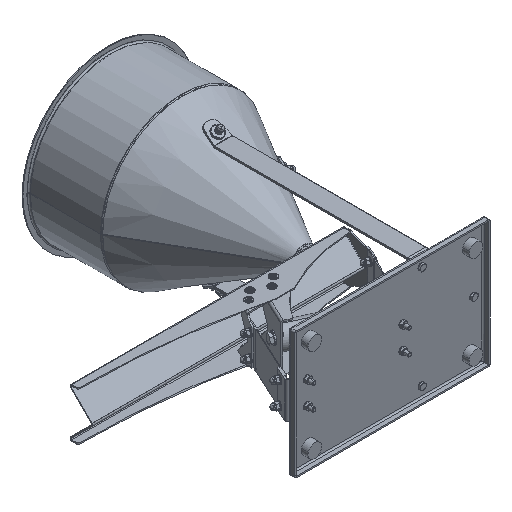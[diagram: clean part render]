
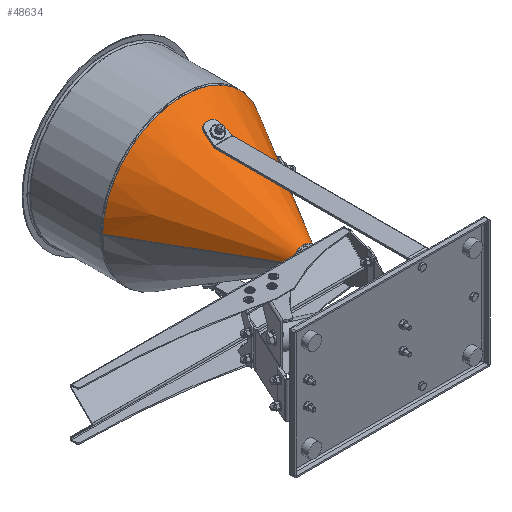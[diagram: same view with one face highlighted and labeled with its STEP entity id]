
A CAD part, isometric view. The second image highlights one B-rep face of the part: STEP entity #48634.
In plain terms, the highlighted conical face has half-angle 29.814 degrees and reference radius 25 mm.
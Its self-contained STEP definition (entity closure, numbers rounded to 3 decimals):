
#12104 = EDGE_CURVE ( 'NONE', #59396, #57446, #35758, .T. ) ;
#12113 = EDGE_CURVE ( 'NONE', #59431, #59396, #35748, .T. ) ;
#12114 = EDGE_CURVE ( 'NONE', #59359, #57446, #35788, .T. ) ;
#15688 = CARTESIAN_POINT ( 'NONE',  ( -177.073, 536.383, 0. ) ) ;
#16911 = AXIS2_PLACEMENT_3D ( 'NONE', #127026, #127019, #127016 ) ;
#18541 = AXIS2_PLACEMENT_3D ( 'NONE', #87031, #87036, #87040 ) ;
#20280 = CIRCLE ( 'NONE', #18541, 25. ) ;
#25233 = CARTESIAN_POINT ( 'NONE',  ( -25., 271., 0. ) ) ;
#25297 = CARTESIAN_POINT ( 'NONE',  ( 177.073, 536.383, 0. ) ) ;
#25357 = CARTESIAN_POINT ( 'NONE',  ( 25., 271., 0. ) ) ;
#35748 = LINE ( 'NONE', #149690, #35772 ) ;
#35758 = CIRCLE ( 'NONE', #112260, 177.073 ) ;
#35772 = VECTOR ( 'NONE', #149691, 1000. ) ;
#35788 = LINE ( 'NONE', #149689, #35791 ) ;
#35791 = VECTOR ( 'NONE', #149053, 1000. ) ;
#36562 = EDGE_LOOP ( 'NONE', ( #54669, #54687, #54681, #54710 ) ) ;
#48634 = ADVANCED_FACE ( 'NONE', ( #147126 ), #147130, .T. ) ;
#49190 = EDGE_CURVE ( 'NONE', #59431, #59359, #20280, .T. ) ;
#54669 = ORIENTED_EDGE ( 'NONE', *, *, #12114, .F. ) ;
#54681 = ORIENTED_EDGE ( 'NONE', *, *, #12113, .T. ) ;
#54687 = ORIENTED_EDGE ( 'NONE', *, *, #49190, .F. ) ;
#54710 = ORIENTED_EDGE ( 'NONE', *, *, #12104, .T. ) ;
#57446 = VERTEX_POINT ( 'NONE', #15688 ) ;
#59359 = VERTEX_POINT ( 'NONE', #25233 ) ;
#59396 = VERTEX_POINT ( 'NONE', #25297 ) ;
#59431 = VERTEX_POINT ( 'NONE', #25357 ) ;
#87031 = CARTESIAN_POINT ( 'NONE',  ( 0., 271., 0. ) ) ;
#87036 = DIRECTION ( 'NONE',  ( 0., -1., 0. ) ) ;
#87040 = DIRECTION ( 'NONE',  ( -1., 0., 0. ) ) ;
#112260 = AXIS2_PLACEMENT_3D ( 'NONE', #149827, #148996, #148998 ) ;
#127016 = DIRECTION ( 'NONE',  ( 1., 0., 0. ) ) ;
#127019 = DIRECTION ( 'NONE',  ( 0., 1., 0. ) ) ;
#127026 = CARTESIAN_POINT ( 'NONE',  ( 0., 271., 0. ) ) ;
#147126 = FACE_OUTER_BOUND ( 'NONE', #36562, .T. ) ;
#147130 = CONICAL_SURFACE ( 'NONE', #16911, 25., 0.52 ) ;
#148996 = DIRECTION ( 'NONE',  ( 0., -1., 0. ) ) ;
#148998 = DIRECTION ( 'NONE',  ( -1., 0., 0. ) ) ;
#149053 = DIRECTION ( 'NONE',  ( -0.497, 0.868, 0. ) ) ;
#149689 = CARTESIAN_POINT ( 'NONE',  ( -25., 271., 0. ) ) ;
#149690 = CARTESIAN_POINT ( 'NONE',  ( 25., 271., 0. ) ) ;
#149691 = DIRECTION ( 'NONE',  ( 0.497, 0.868, 0. ) ) ;
#149827 = CARTESIAN_POINT ( 'NONE',  ( 0., 536.383, 0. ) ) ;
